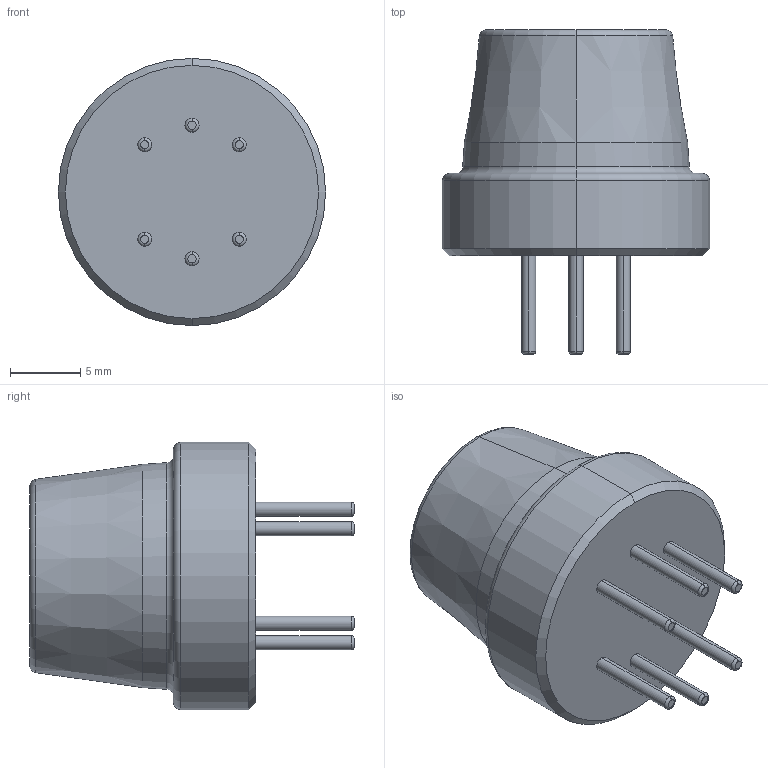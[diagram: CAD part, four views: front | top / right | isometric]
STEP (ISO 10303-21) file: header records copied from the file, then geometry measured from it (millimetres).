
FILE_DESCRIPTION (( 'STEP AP214' ), '1' );
FILE_NAME ('User Library-MQ-5.STEP', '2021-01-10T16:52:31', ( '' ), ( '' ), 'SwSTEP 2.0', 'SolidWorks 2020', '' );
FILE_SCHEMA (( 'AUTOMOTIVE_DESIGN' ));
Length unit declared in the file: millimetre
Products named in the file (1): User Library-MQ-5
Bounding box: 19 x 23.06 x 19 mm (x, y, z)
Volume: 3496.5 mm3; surface area: 1425.9 mm2
Topology: 1 solids, 1 shells, 47 faces, 92 edges, 54 vertices
Faces by surface type: torus 18, cylinder 14, plane 9, cone 6
Entity records: 1740 total; most frequent: DIRECTION 260, CARTESIAN_POINT 194, ORIENTED_EDGE 184, AXIS2_PLACEMENT_3D 120, EDGE_CURVE 92, CIRCLE 72, EDGE_LOOP 54, VERTEX_POINT 54
